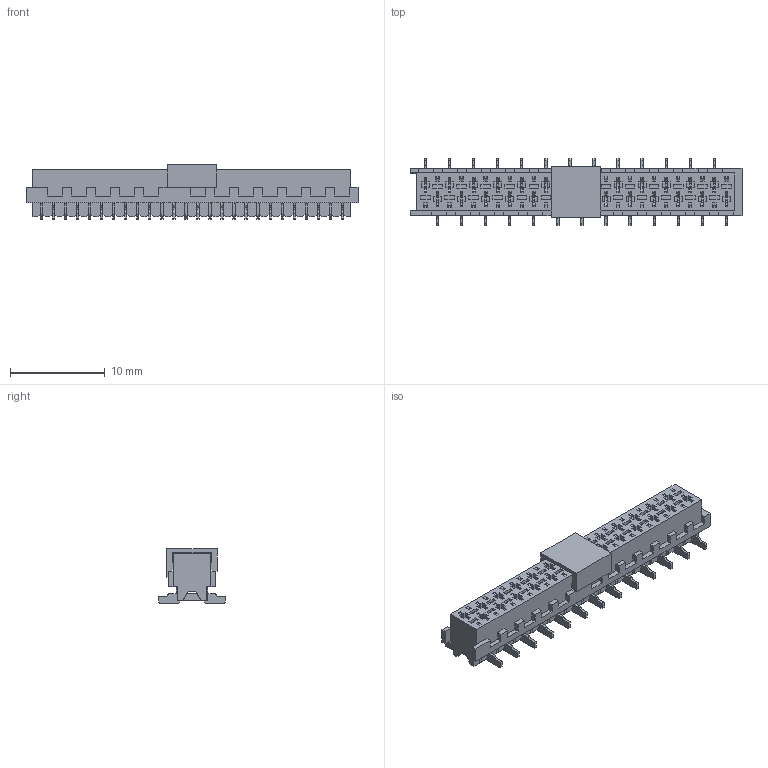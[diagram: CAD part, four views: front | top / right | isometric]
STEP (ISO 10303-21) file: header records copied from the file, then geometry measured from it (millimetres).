
FILE_DESCRIPTION(/* description */ ('Unknown'),/* implementation_level */ '2;1');
FILE_NAME(/* name */ 'J_Wurth_WR-MM_690367282676',/* time_stamp */ '2025-05-08T09:50:30+08:00',/* author */ ('Unknown'),/* organization */ ('Unknown'),/* preprocessor_version */ 'ST-DEVELOPER v19.4',/* originating_system */ 'Solid Edge',/* authorisation */ 'Unknown');
FILE_SCHEMA (('AUTOMOTIVE_DESIGN {1 0 10303 214 3 1 1}'));
Products named in the file (2): J_Wurth_WR-MM_690367282676
Assembly tree (1 placements, depth 2):
  J_Wurth_WR-MM_690367282676
    J_Wurth_WR-MM_690367282676
Bounding box: 35.02 x 7 x 5.75 mm (x, y, z)
Volume: 598.4 mm3; surface area: 2029.4 mm2
Topology: 1 solids, 1 shells, 2245 faces, 6846 edges, 4387 vertices
Faces by surface type: plane 1829, cylinder 416
Entity records: 91624 total; most frequent: ORIENTED_EDGE 13692, CARTESIAN_POINT 13480, DIRECTION 12328, EDGE_CURVE 6846, LINE 5858, VECTOR 5858, VERTEX_POINT 4387, AXIS2_PLACEMENT_3D 3235
